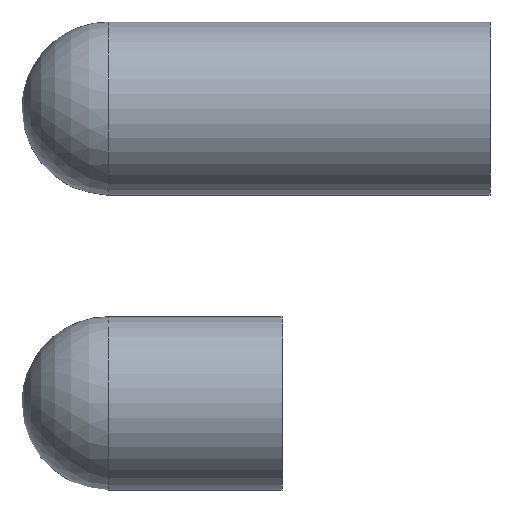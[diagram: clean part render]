
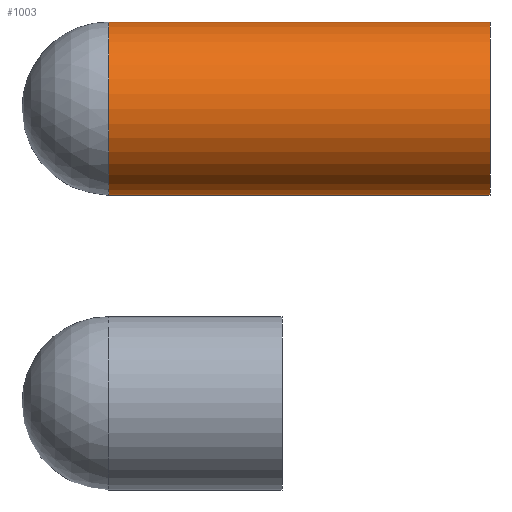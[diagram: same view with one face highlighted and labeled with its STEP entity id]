
A CAD part, left-side view. The second image highlights one B-rep face of the part: STEP entity #1003.
In plain terms, the highlighted cylindrical face has radius 5 mm (diameter 10 mm), a full revolution.
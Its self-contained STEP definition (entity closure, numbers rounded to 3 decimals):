
#125=CYLINDRICAL_SURFACE('',#1067,5.);
#160=CIRCLE('',#1056,5.);
#161=CIRCLE('',#1064,5.);
#163=CIRCLE('',#1066,5.);
#182=FACE_OUTER_BOUND('',#228,.T.);
#228=EDGE_LOOP('',(#693,#694,#695,#696,#697));
#283=LINE('',#1320,#330);
#330=VECTOR('',#1158,5.);
#365=VERTEX_POINT('',#1286);
#372=VERTEX_POINT('',#1313);
#373=VERTEX_POINT('',#1314);
#492=EDGE_CURVE('',#365,#365,#160,.T.);
#505=EDGE_CURVE('',#372,#373,#161,.T.);
#507=EDGE_CURVE('',#373,#372,#163,.T.);
#508=EDGE_CURVE('',#372,#365,#283,.T.);
#693=ORIENTED_EDGE('',*,*,#505,.F.);
#694=ORIENTED_EDGE('',*,*,#508,.T.);
#695=ORIENTED_EDGE('',*,*,#492,.T.);
#696=ORIENTED_EDGE('',*,*,#508,.F.);
#697=ORIENTED_EDGE('',*,*,#507,.F.);
#1003=ADVANCED_FACE('',(#182),#125,.T.);
#1056=AXIS2_PLACEMENT_3D('',#1287,#1122,#1123);
#1064=AXIS2_PLACEMENT_3D('',#1315,#1150,#1151);
#1066=AXIS2_PLACEMENT_3D('',#1318,#1154,#1155);
#1067=AXIS2_PLACEMENT_3D('',#1319,#1156,#1157);
#1122=DIRECTION('center_axis',(0.,1.,0.));
#1123=DIRECTION('ref_axis',(1.,0.,0.));
#1150=DIRECTION('center_axis',(0.,1.,0.));
#1151=DIRECTION('ref_axis',(1.,0.,0.));
#1154=DIRECTION('center_axis',(0.,1.,0.));
#1155=DIRECTION('ref_axis',(1.,0.,0.));
#1156=DIRECTION('center_axis',(0.,1.,0.));
#1157=DIRECTION('ref_axis',(1.,0.,0.));
#1158=DIRECTION('',(0.,-1.,0.));
#1286=CARTESIAN_POINT('',(-5.,-2.,0.));
#1287=CARTESIAN_POINT('Origin',(0.,-2.,0.));
#1313=CARTESIAN_POINT('',(-5.,20.,0.));
#1314=CARTESIAN_POINT('',(0.,20.,5.));
#1315=CARTESIAN_POINT('Origin',(0.,20.,0.));
#1318=CARTESIAN_POINT('Origin',(0.,20.,0.));
#1319=CARTESIAN_POINT('Origin',(0.,0.,0.));
#1320=CARTESIAN_POINT('',(-5.,0.,0.));
